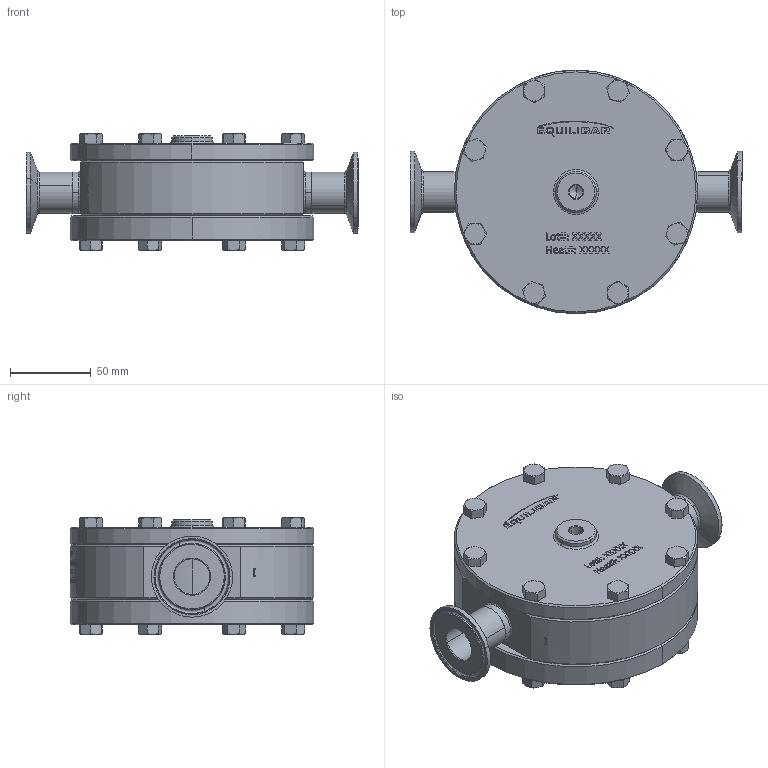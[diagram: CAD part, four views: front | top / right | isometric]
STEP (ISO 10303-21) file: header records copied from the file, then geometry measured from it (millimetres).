
FILE_DESCRIPTION (( 'STEP AP203' ), '1' );
FILE_NAME ('FDO8SHN4 Marketing External Assembly.STEP', '2024-10-30T19:30:58', ( '' ), ( '' ), 'SwSTEP 2.0', 'SolidWorks 2022', '' );
FILE_SCHEMA (( 'CONFIG_CONTROL_DESIGN' ));
Length unit declared in the file: inch
Products named in the file (1): FDO8SHN4 Marketing External Assembly
Bounding box: 206.12 x 151.13 x 72.44 mm (x, y, z)
Volume: 1103029 mm3; surface area: 180572.3 mm2
Topology: 25 solids, 29 shells, 2986 faces, 7865 edges, 5087 vertices
Faces by surface type: plane 1410, bspline 933, cone 336, cylinder 249, torus 58
Entity records: 123256 total; most frequent: CARTESIAN_POINT 56194, ORIENTED_EDGE 15694, DIRECTION 10893, EDGE_CURVE 7847, VERTEX_POINT 5087, LINE 4161, VECTOR 4161, AXIS2_PLACEMENT_3D 3366
